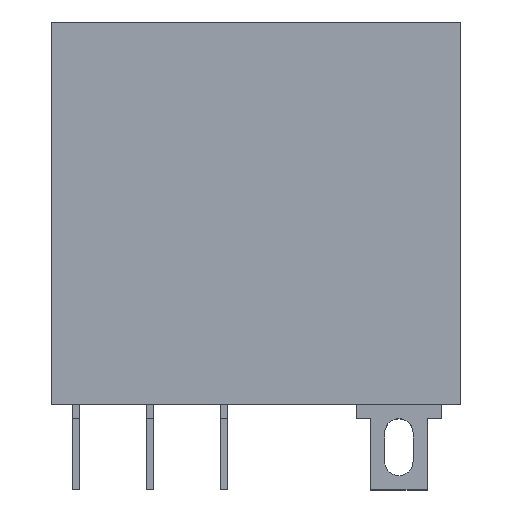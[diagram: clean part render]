
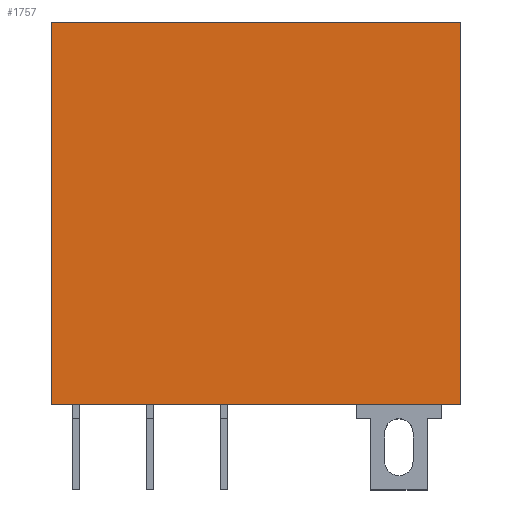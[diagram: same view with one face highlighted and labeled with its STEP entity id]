
A CAD part, top view. The second image highlights one B-rep face of the part: STEP entity #1757.
In plain terms, the highlighted planar face has unit normal (0, 0, 1).
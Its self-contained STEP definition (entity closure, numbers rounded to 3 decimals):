
#205 = ORIENTED_EDGE ( 'NONE', *, *, #1859, .T. ) ;
#229 = DIRECTION ( 'NONE',  ( -1., 0., 0. ) ) ;
#263 = DIRECTION ( 'NONE',  ( 0., -1., 0. ) ) ;
#265 = CARTESIAN_POINT ( 'NONE',  ( 0., 0., 12.6 ) ) ;
#396 = CARTESIAN_POINT ( 'NONE',  ( -14.4, 13.45, 12.6 ) ) ;
#435 = CARTESIAN_POINT ( 'NONE',  ( -14.4, -13.45, 12.6 ) ) ;
#443 = VECTOR ( 'NONE', #1333, 1000. ) ;
#699 = LINE ( 'NONE', #1150, #443 ) ;
#717 = ORIENTED_EDGE ( 'NONE', *, *, #1909, .T. ) ;
#719 = EDGE_CURVE ( 'NONE', #1750, #770, #1836, .T. ) ;
#747 = EDGE_LOOP ( 'NONE', ( #717, #1111, #967, #205 ) ) ;
#770 = VERTEX_POINT ( 'NONE', #1315 ) ;
#808 = VECTOR ( 'NONE', #1574, 1000. ) ;
#854 = EDGE_CURVE ( 'NONE', #770, #1588, #2069, .T. ) ;
#905 = VECTOR ( 'NONE', #229, 1000. ) ;
#967 = ORIENTED_EDGE ( 'NONE', *, *, #854, .T. ) ;
#986 = DIRECTION ( 'NONE',  ( -1., 0., 0. ) ) ;
#993 = DIRECTION ( 'NONE',  ( 0., 0., -1. ) ) ;
#1111 = ORIENTED_EDGE ( 'NONE', *, *, #719, .T. ) ;
#1150 = CARTESIAN_POINT ( 'NONE',  ( -14.4, -13.45, 12.6 ) ) ;
#1295 = PLANE ( 'NONE',  #2161 ) ;
#1315 = CARTESIAN_POINT ( 'NONE',  ( -14.4, 13.45, 12.6 ) ) ;
#1333 = DIRECTION ( 'NONE',  ( 1., 0., 0. ) ) ;
#1546 = CARTESIAN_POINT ( 'NONE',  ( -14.4, -13.45, 12.6 ) ) ;
#1558 = VERTEX_POINT ( 'NONE', #2084 ) ;
#1574 = DIRECTION ( 'NONE',  ( 0., 1., 0. ) ) ;
#1584 = CARTESIAN_POINT ( 'NONE',  ( 14.4, -13.45, 12.6 ) ) ;
#1588 = VERTEX_POINT ( 'NONE', #1546 ) ;
#1649 = VECTOR ( 'NONE', #263, 1000. ) ;
#1750 = VERTEX_POINT ( 'NONE', #2061 ) ;
#1757 = ADVANCED_FACE ( 'NONE', ( #2198 ), #1295, .F. ) ;
#1836 = LINE ( 'NONE', #396, #905 ) ;
#1859 = EDGE_CURVE ( 'NONE', #1588, #1558, #699, .T. ) ;
#1909 = EDGE_CURVE ( 'NONE', #1558, #1750, #2228, .T. ) ;
#2061 = CARTESIAN_POINT ( 'NONE',  ( 14.4, 13.45, 12.6 ) ) ;
#2069 = LINE ( 'NONE', #435, #1649 ) ;
#2084 = CARTESIAN_POINT ( 'NONE',  ( 14.4, -13.45, 12.6 ) ) ;
#2161 = AXIS2_PLACEMENT_3D ( 'NONE', #265, #993, #986 ) ;
#2198 = FACE_OUTER_BOUND ( 'NONE', #747, .T. ) ;
#2228 = LINE ( 'NONE', #1584, #808 ) ;
